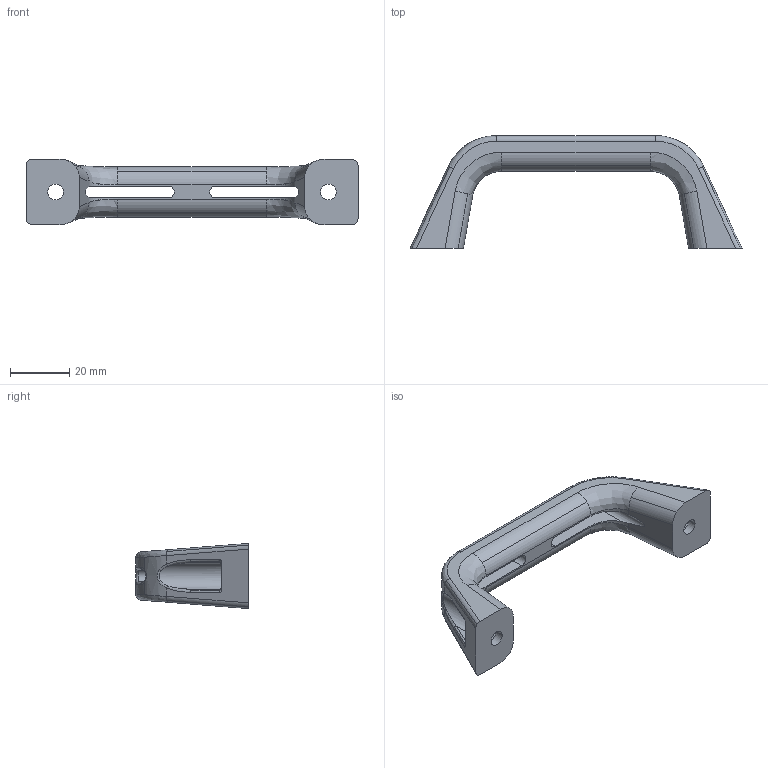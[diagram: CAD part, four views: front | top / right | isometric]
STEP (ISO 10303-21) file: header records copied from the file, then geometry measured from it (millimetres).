
FILE_DESCRIPTION(('STEP AP203'),'1');
FILE_NAME('456589.stp','2024-10-08T13:46:31',('TraceParts'),('TraceParts S.A.'),'Spatial InterOp 3D',' ',' ');
FILE_SCHEMA(('CONFIG_CONTROL_DESIGN'));
Length unit declared in the file: millimetre
Products named in the file (1): 1
Bounding box: 112 x 38 x 22 mm (x, y, z)
Volume: 23537.7 mm3; surface area: 10046.8 mm2
Topology: 1 solids, 1 shells, 154 faces, 396 edges, 240 vertices
Faces by surface type: cylinder 80, plane 48, bspline 20, torus 6
Entity records: 5682 total; most frequent: CARTESIAN_POINT 1883, DIRECTION 812, ORIENTED_EDGE 792, EDGE_CURVE 396, AXIS2_PLACEMENT_3D 321, VERTEX_POINT 240, LINE 170, VECTOR 170
